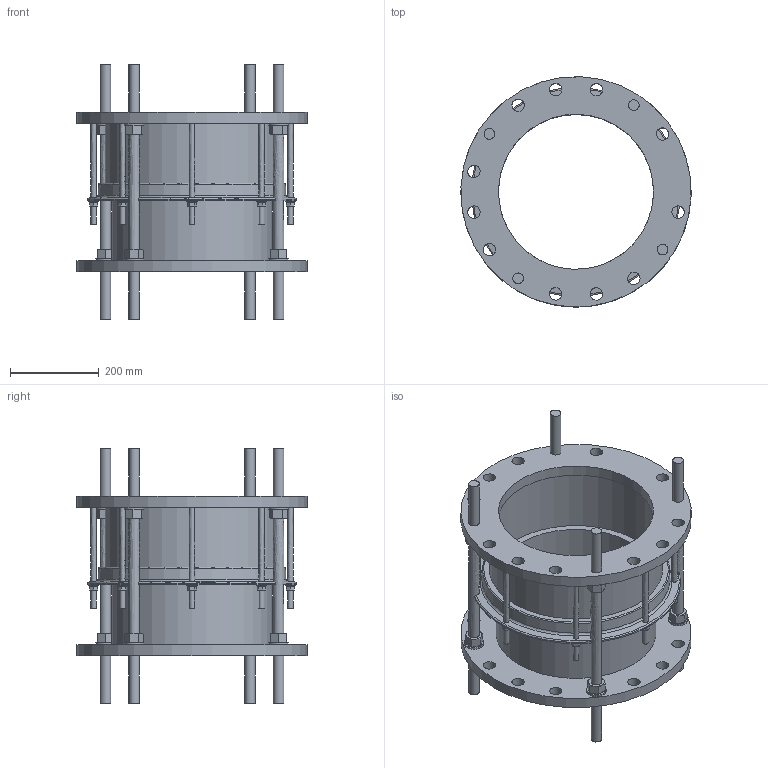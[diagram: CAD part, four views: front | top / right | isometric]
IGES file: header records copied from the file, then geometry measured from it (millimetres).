
Start section: SolidWorks IGES file using analytic representation for surfaces
Global section: file name: O_265_30_DN350_iges.IGS; native system: SolidWorks 2012; preprocessor: SolidWorks 2012; author: anwu; date: 150604.153106; units: millimetre
Bounding box: 520 x 520 x 575 mm (x, y, z)
Surface area: 1703406.7 mm2 (no closed solid volume)
Topology: 0 solids, 0 shells, 361 faces, 2420 edges, 2819 vertices
Faces by surface type: bspline 200, revolution 161
